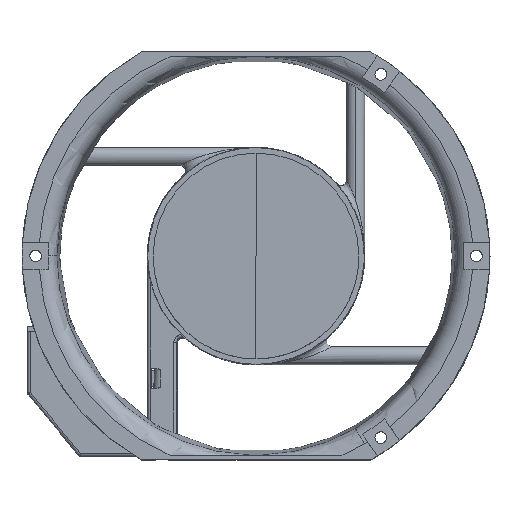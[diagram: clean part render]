
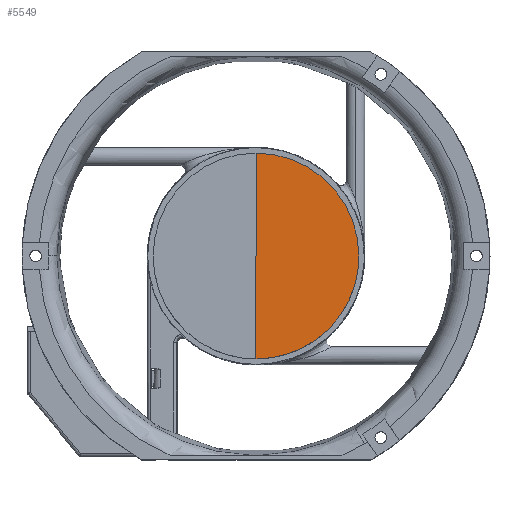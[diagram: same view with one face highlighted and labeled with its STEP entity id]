
A CAD part, top view. The second image highlights one B-rep face of the part: STEP entity #5549.
In plain terms, the highlighted planar face has unit normal (0, 0, 1).
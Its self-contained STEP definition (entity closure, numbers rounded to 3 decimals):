
#214 = DIRECTION ( 'NONE',  ( 0., 0., 1. ) ) ;
#2447 = EDGE_CURVE ( 'NONE', #23646, #24921, #29440, .T. ) ;
#3887 = DIRECTION ( 'NONE',  ( -0.707, -0.707, 0. ) ) ;
#5489 = EDGE_LOOP ( 'NONE', ( #18621, #12065, #8245 ) ) ;
#5549 = ADVANCED_FACE ( 'NONE', ( #21363 ), #21355, .F. ) ;
#6413 = CARTESIAN_POINT ( 'NONE',  ( 37.817, 0., 20.1 ) ) ;
#8245 = ORIENTED_EDGE ( 'NONE', *, *, #20850, .F. ) ;
#9924 =( BOUNDED_CURVE ( )  B_SPLINE_CURVE ( 1, ( #18244, #20448 ),
 .UNSPECIFIED., .F., .F. ) 
 B_SPLINE_CURVE_WITH_KNOTS ( ( 2, 2 ),
 ( 0., 1. ),
 .UNSPECIFIED. ) 
 CURVE ( )  GEOMETRIC_REPRESENTATION_ITEM ( )  RATIONAL_B_SPLINE_CURVE ( ( 0.5, 1. ) ) 
 REPRESENTATION_ITEM ( '' )  );
#12065 = ORIENTED_EDGE ( 'NONE', *, *, #2447, .T. ) ;
#13190 = CARTESIAN_POINT ( 'NONE',  ( 25.211, -37.817, 20.1 ) ) ;
#13896 = CARTESIAN_POINT ( 'NONE',  ( 37.817, 0., 20.1 ) ) ;
#16368 = AXIS2_PLACEMENT_3D ( 'NONE', #13896, #21464, #3887 ) ;
#17498 = DIRECTION ( 'NONE',  ( -1., 0., 0. ) ) ;
#18038 = CARTESIAN_POINT ( 'NONE',  ( 0., -37.817, 20.1 ) ) ;
#18244 = CARTESIAN_POINT ( 'NONE',  ( 0., -37.817, 20.1 ) ) ;
#18621 = ORIENTED_EDGE ( 'NONE', *, *, #30211, .T. ) ;
#18903 = CARTESIAN_POINT ( 'NONE',  ( 0., 37.817, 20.1 ) ) ;
#19887 = CARTESIAN_POINT ( 'NONE',  ( 0., 0., 20.1 ) ) ;
#20448 = CARTESIAN_POINT ( 'NONE',  ( 0., 37.817, 20.1 ) ) ;
#20850 = EDGE_CURVE ( 'NONE', #26660, #24921, #9924, .T. ) ;
#21355 = PLANE ( 'NONE',  #16368 ) ;
#21363 = FACE_OUTER_BOUND ( 'NONE', #5489, .T. ) ;
#21464 = DIRECTION ( 'NONE',  ( 0., 0., -1. ) ) ;
#23646 = VERTEX_POINT ( 'NONE', #6413 ) ;
#24301 =( BOUNDED_CURVE ( )  B_SPLINE_CURVE ( 3, ( #18038, #13190, #30502, #30399 ),
 .UNSPECIFIED., .F., .F. ) 
 B_SPLINE_CURVE_WITH_KNOTS ( ( 4, 4 ),
 ( 0., 0.06 ),
 .UNSPECIFIED. ) 
 CURVE ( )  GEOMETRIC_REPRESENTATION_ITEM ( )  RATIONAL_B_SPLINE_CURVE ( ( 0.5, 0.5, 0.667, 1. ) ) 
 REPRESENTATION_ITEM ( '' )  );
#24921 = VERTEX_POINT ( 'NONE', #18903 ) ;
#26660 = VERTEX_POINT ( 'NONE', #27825 ) ;
#27825 = CARTESIAN_POINT ( 'NONE',  ( 0., -37.817, 20.1 ) ) ;
#29440 = CIRCLE ( 'NONE', #29522, 37.817 ) ;
#29522 = AXIS2_PLACEMENT_3D ( 'NONE', #19887, #214, #17498 ) ;
#30211 = EDGE_CURVE ( 'NONE', #26660, #23646, #24301, .T. ) ;
#30399 = CARTESIAN_POINT ( 'NONE',  ( 37.817, 0., 20.1 ) ) ;
#30502 = CARTESIAN_POINT ( 'NONE',  ( 37.817, -18.909, 20.1 ) ) ;
